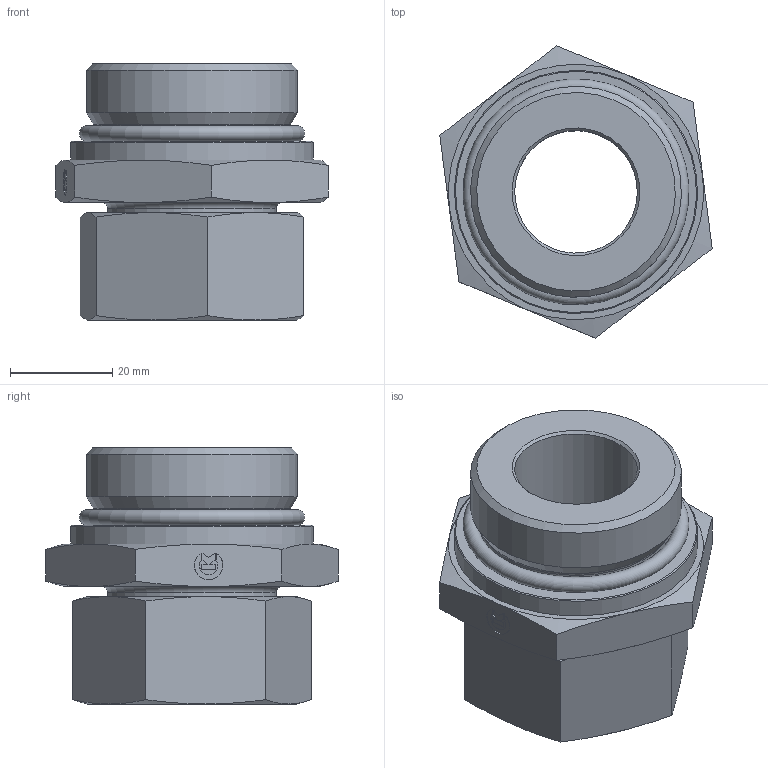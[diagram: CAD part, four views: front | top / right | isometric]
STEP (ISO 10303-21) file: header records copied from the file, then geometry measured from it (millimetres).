
FILE_DESCRIPTION((''),'2;1');
FILE_NAME('18128150836.stp','2014-09-18T11:44:28',(''),('KNOMI spol. s r. o.'),'Autodesk Inventor 2012','Autodesk Inventor 2012','');
FILE_SCHEMA(('AUTOMOTIVE_DESIGN { 1 2 10303 214 0 1 1 1 }'));
Length unit declared in the file: millimetre
Products named in the file (6): PHK-UN  28L 1 5/8- 12/M36x2; 3912836; 40128; PHFUNF; 17328150836; 606374630090
Assembly tree (5 placements, depth 3):
  PHK-UN  28L 1 5/8- 12/M36x2
    3912836
    40128
    PHFUNF
      17328150836
      606374630090
Bounding box: 53.33 x 57.24 x 50.1 mm (x, y, z)
Volume: 52908.9 mm3; surface area: 22075.6 mm2
Topology: 4 solids, 4 shells, 112 faces, 255 edges, 157 vertices
Faces by surface type: plane 52, cone 38, cylinder 16, torus 6
Full cylindrical faces by diameter (mm): 24 x1, 28 x3, 30.3 x1, 33 x2, 33.835 x1, 36 x1, 38.28 x1, 41.275 x1, 47.6 x1
Entity records: 3136 total; most frequent: CARTESIAN_POINT 582, DIRECTION 486, ORIENTED_EDGE 430, EDGE_CURVE 215, AXIS2_PLACEMENT_3D 196, EDGE_LOOP 157, VERTEX_POINT 148, STYLED_ITEM 116
